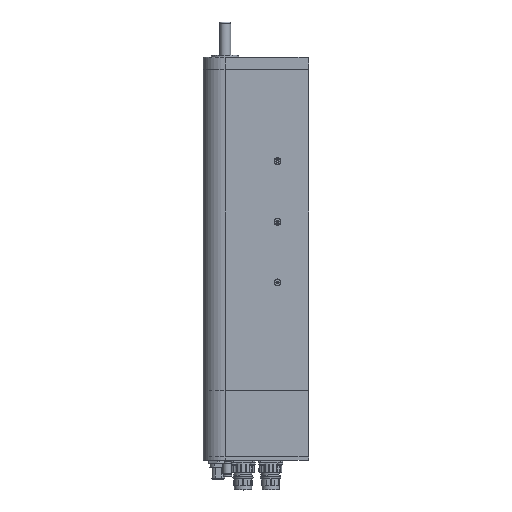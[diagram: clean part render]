
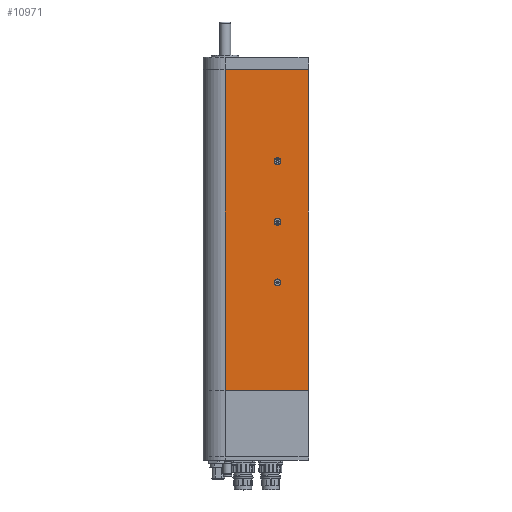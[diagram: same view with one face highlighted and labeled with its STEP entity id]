
A CAD part, left-side view. The second image highlights one B-rep face of the part: STEP entity #10971.
In plain terms, the highlighted face is planar.
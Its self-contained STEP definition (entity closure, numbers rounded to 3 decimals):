
#2201 = EDGE_CURVE ( 'NONE', #80570, #80570, #39128, .T. ) ;
#4614 = AXIS2_PLACEMENT_3D ( 'NONE', #35468, #28535, #22426 ) ;
#8143 = FACE_BOUND ( 'NONE', #65975, .T. ) ;
#10544 = ORIENTED_EDGE ( 'NONE', *, *, #23721, .F. ) ;
#10971 = ADVANCED_FACE ( 'NONE', ( #15512, #8143, #68051, #48538 ), #22009, .F. ) ;
#13549 = VERTEX_POINT ( 'NONE', #66659 ) ;
#14711 = DIRECTION ( 'NONE',  ( 0., 1., 0. ) ) ;
#15035 = CARTESIAN_POINT ( 'NONE',  ( 20., -47.5, 79.85 ) ) ;
#15512 = FACE_BOUND ( 'NONE', #52016, .T. ) ;
#16974 = LINE ( 'NONE', #36961, #20276 ) ;
#19707 = CARTESIAN_POINT ( 'NONE',  ( 20., -47.5, 134.85 ) ) ;
#20198 = VECTOR ( 'NONE', #68849, 1000. ) ;
#20276 = VECTOR ( 'NONE', #49583, 1000. ) ;
#21425 = CARTESIAN_POINT ( 'NONE',  ( 20., 0., 0. ) ) ;
#21711 = CIRCLE ( 'NONE', #64671, 3.15 ) ;
#22009 = PLANE ( 'NONE',  #4614 ) ;
#22426 = DIRECTION ( 'NONE',  ( 0., -1., 0. ) ) ;
#23721 = EDGE_CURVE ( 'NONE', #52735, #52735, #21711, .T. ) ;
#24645 = ORIENTED_EDGE ( 'NONE', *, *, #48816, .F. ) ;
#25650 = CIRCLE ( 'NONE', #65823, 3.15 ) ;
#28535 = DIRECTION ( 'NONE',  ( -1., 0., 0. ) ) ;
#32926 = CARTESIAN_POINT ( 'NONE',  ( 20., 0., 291. ) ) ;
#33716 = CARTESIAN_POINT ( 'NONE',  ( 20., -75.5, 291. ) ) ;
#33970 = VERTEX_POINT ( 'NONE', #40903 ) ;
#34120 = CARTESIAN_POINT ( 'NONE',  ( 20., -47.5, 189.85 ) ) ;
#34549 = VERTEX_POINT ( 'NONE', #34120 ) ;
#35468 = CARTESIAN_POINT ( 'NONE',  ( 20., 0., 291. ) ) ;
#36642 = ORIENTED_EDGE ( 'NONE', *, *, #46782, .T. ) ;
#36961 = CARTESIAN_POINT ( 'NONE',  ( 20., -75.5, 291. ) ) ;
#37589 = VERTEX_POINT ( 'NONE', #21425 ) ;
#39128 = CIRCLE ( 'NONE', #62743, 3.15 ) ;
#39577 = DIRECTION ( 'NONE',  ( 0., 0., -1. ) ) ;
#39798 = VECTOR ( 'NONE', #79832, 1000. ) ;
#40903 = CARTESIAN_POINT ( 'NONE',  ( 20., -75.5, 0. ) ) ;
#41014 = ORIENTED_EDGE ( 'NONE', *, *, #52606, .F. ) ;
#42811 = ORIENTED_EDGE ( 'NONE', *, *, #2201, .F. ) ;
#43648 = EDGE_LOOP ( 'NONE', ( #41014, #76774, #36642, #24645 ) ) ;
#44860 = DIRECTION ( 'NONE',  ( 1., 0., 0. ) ) ;
#46782 = EDGE_CURVE ( 'NONE', #33970, #37589, #81009, .T. ) ;
#48538 = FACE_OUTER_BOUND ( 'NONE', #43648, .T. ) ;
#48816 = EDGE_CURVE ( 'NONE', #13549, #37589, #66393, .T. ) ;
#49583 = DIRECTION ( 'NONE',  ( 0., 0., -1. ) ) ;
#52016 = EDGE_LOOP ( 'NONE', ( #69424 ) ) ;
#52606 = EDGE_CURVE ( 'NONE', #76005, #13549, #52926, .T. ) ;
#52735 = VERTEX_POINT ( 'NONE', #19707 ) ;
#52926 = LINE ( 'NONE', #32926, #55429 ) ;
#55429 = VECTOR ( 'NONE', #14711, 1000. ) ;
#59438 = EDGE_CURVE ( 'NONE', #34549, #34549, #25650, .T. ) ;
#59540 = DIRECTION ( 'NONE',  ( 1., 0., 0. ) ) ;
#60874 = DIRECTION ( 'NONE',  ( 1., 0., 0. ) ) ;
#62743 = AXIS2_PLACEMENT_3D ( 'NONE', #77856, #44860, #71359 ) ;
#64671 = AXIS2_PLACEMENT_3D ( 'NONE', #73484, #60874, #66980 ) ;
#65534 = CARTESIAN_POINT ( 'NONE',  ( 20., 0., 291. ) ) ;
#65823 = AXIS2_PLACEMENT_3D ( 'NONE', #79509, #59540, #39577 ) ;
#65975 = EDGE_LOOP ( 'NONE', ( #42811 ) ) ;
#66393 = LINE ( 'NONE', #65534, #39798 ) ;
#66659 = CARTESIAN_POINT ( 'NONE',  ( 20., 0., 291. ) ) ;
#66980 = DIRECTION ( 'NONE',  ( 0., 0., -1. ) ) ;
#67534 = EDGE_LOOP ( 'NONE', ( #10544 ) ) ;
#68051 = FACE_BOUND ( 'NONE', #67534, .T. ) ;
#68849 = DIRECTION ( 'NONE',  ( 0., 1., 0. ) ) ;
#69424 = ORIENTED_EDGE ( 'NONE', *, *, #59438, .F. ) ;
#71359 = DIRECTION ( 'NONE',  ( 0., 0., -1. ) ) ;
#73126 = EDGE_CURVE ( 'NONE', #76005, #33970, #16974, .T. ) ;
#73484 = CARTESIAN_POINT ( 'NONE',  ( 20., -47.5, 138. ) ) ;
#76005 = VERTEX_POINT ( 'NONE', #33716 ) ;
#76774 = ORIENTED_EDGE ( 'NONE', *, *, #73126, .T. ) ;
#77856 = CARTESIAN_POINT ( 'NONE',  ( 20., -47.5, 83. ) ) ;
#79509 = CARTESIAN_POINT ( 'NONE',  ( 20., -47.5, 193. ) ) ;
#79832 = DIRECTION ( 'NONE',  ( 0., 0., -1. ) ) ;
#80570 = VERTEX_POINT ( 'NONE', #15035 ) ;
#81009 = LINE ( 'NONE', #81439, #20198 ) ;
#81439 = CARTESIAN_POINT ( 'NONE',  ( 20., 0., 0. ) ) ;
